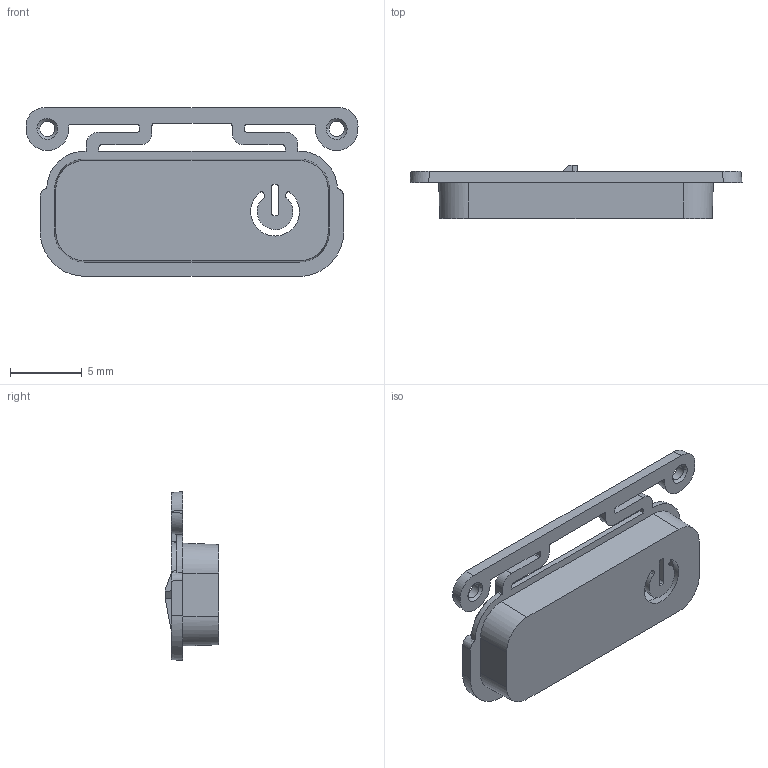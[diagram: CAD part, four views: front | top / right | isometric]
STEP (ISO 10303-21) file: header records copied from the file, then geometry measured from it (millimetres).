
FILE_DESCRIPTION(/* description */ ('Generated from Alias Stage'),/* implementation_level */ '2;1');
FILE_NAME(/* name */ 'power',/* time_stamp */ '2014-09-29T19:42:17-05:00',/* author */ (''),/* organization */ ('Alias Systems'),/* preprocessor_version */ 'ST-DEVELOPER v11',/* originating_system */ 'Autodesk OpenModel 2012',/* authorisation */ '');
FILE_SCHEMA (('AUTOMOTIVE_DESIGN { 1 2 10303 214 1 1 1 1 }'));
Length unit declared in the file: millimetre
Products named in the file (1): power
Bounding box: 23.17 x 3.7 x 11.77 mm (x, y, z)
Volume: 299.4 mm3; surface area: 788.1 mm2
Topology: 1 solids, 1 shells, 144 faces, 417 edges, 278 vertices
Faces by surface type: bspline 144
Entity records: 5133 total; most frequent: CARTESIAN_POINT 3119, ORIENTED_EDGE 834, EDGE_CURVE 417, VERTEX_POINT 279, EDGE_LOOP 157, FACE_OUTER_BOUND 144, ADVANCED_FACE 144, FACE_BOUND 13
